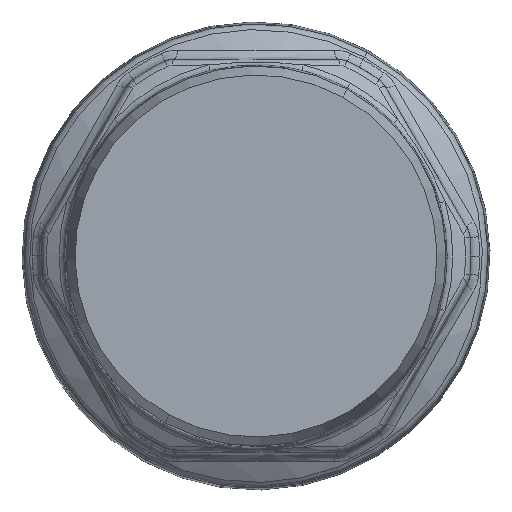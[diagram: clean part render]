
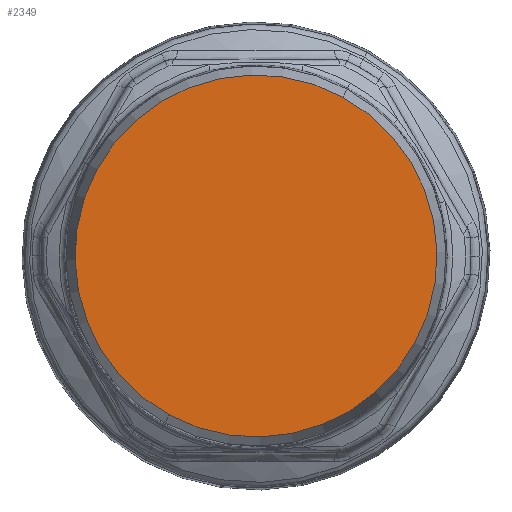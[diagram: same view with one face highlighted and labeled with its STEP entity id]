
A CAD part, front view. The second image highlights one B-rep face of the part: STEP entity #2349.
In plain terms, the highlighted planar face has unit normal (0, -1, 0).
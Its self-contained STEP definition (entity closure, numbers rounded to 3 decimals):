
#2326=CARTESIAN_POINT('Axis2P3D Location',(0.,-56.62,13.55)) ;
#2331=CARTESIAN_POINT('Axis2P3D Location',(0.,-56.62,0.)) ;
#2335=CARTESIAN_POINT('Vertex',(-7.671,-56.62,-14.041)) ;
#2337=CARTESIAN_POINT('Vertex',(7.671,-56.62,14.041)) ;
#2340=CARTESIAN_POINT('Axis2P3D Location',(0.,-56.62,0.)) ;
#2327=DIRECTION('Axis2P3D Direction',(-0.,1.,0.)) ;
#2328=DIRECTION('Axis2P3D XDirection',(1.,0.,0.)) ;
#2332=DIRECTION('Axis2P3D Direction',(-0.,1.,0.)) ;
#2341=DIRECTION('Axis2P3D Direction',(-0.,1.,0.)) ;
#2329=AXIS2_PLACEMENT_3D('Plane Axis2P3D',#2326,#2327,#2328) ;
#2333=AXIS2_PLACEMENT_3D('Circle Axis2P3D',#2331,#2332,$) ;
#2342=AXIS2_PLACEMENT_3D('Circle Axis2P3D',#2340,#2341,$) ;
#2334=CIRCLE('generated circle',#2333,16.) ;
#2343=CIRCLE('generated circle',#2342,16.) ;
#2330=PLANE('',#2329) ;
#2339=EDGE_CURVE('',#2336,#2338,#2334,.T.) ;
#2344=EDGE_CURVE('',#2338,#2336,#2343,.T.) ;
#2346=ORIENTED_EDGE('',*,*,#2339,.F.) ;
#2347=ORIENTED_EDGE('',*,*,#2344,.F.) ;
#2345=EDGE_LOOP('',(#2346,#2347)) ;
#2336=VERTEX_POINT('',#2335) ;
#2338=VERTEX_POINT('',#2337) ;
#2349=ADVANCED_FACE('PartBody',(#2348),#2330,.F.) ;
#2348=FACE_OUTER_BOUND('',#2345,.T.) ;
